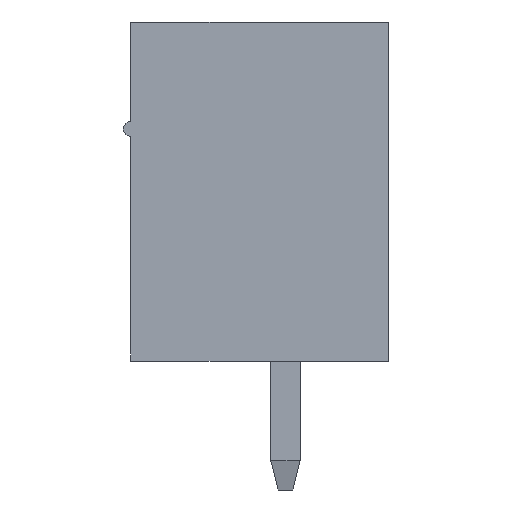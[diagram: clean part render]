
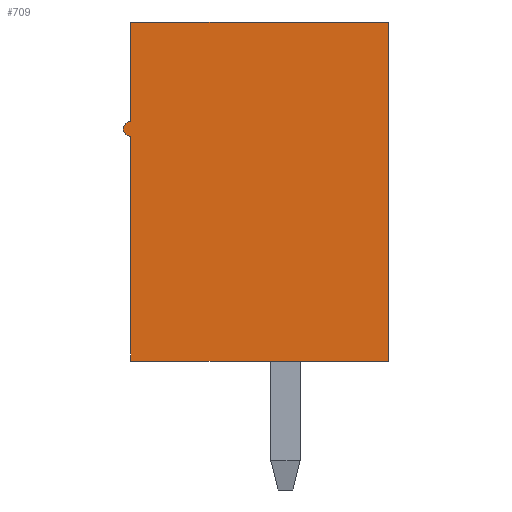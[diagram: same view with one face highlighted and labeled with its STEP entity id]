
A CAD part, left-side view. The second image highlights one B-rep face of the part: STEP entity #709.
In plain terms, the highlighted planar face has unit normal (-1, 0, 0).
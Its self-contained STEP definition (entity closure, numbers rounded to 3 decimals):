
#709 = ADVANCED_FACE( '', ( #1419 ), #1420, .F. );
#1419 = FACE_OUTER_BOUND( '', #2139, .T. );
#1420 = PLANE( '', #2140 );
#2139 = EDGE_LOOP( '', ( #4015, #4016, #4017, #4018, #4019, #4020 ) );
#2140 = AXIS2_PLACEMENT_3D( '', #4021, #4022, #4023 );
#4015 = ORIENTED_EDGE( '', *, *, #5197, .F. );
#4016 = ORIENTED_EDGE( '', *, *, #5096, .T. );
#4017 = ORIENTED_EDGE( '', *, *, #4565, .T. );
#4018 = ORIENTED_EDGE( '', *, *, #5186, .T. );
#4019 = ORIENTED_EDGE( '', *, *, #4891, .F. );
#4020 = ORIENTED_EDGE( '', *, *, #4515, .F. );
#4021 = CARTESIAN_POINT( '', ( -9.3, 0., 0. ) );
#4022 = DIRECTION( '', ( 1., 0., 0. ) );
#4023 = DIRECTION( '', ( 0., 0., -1. ) );
#4515 = EDGE_CURVE( '', #5451, #5453, #5454, .T. );
#4565 = EDGE_CURVE( '', #5544, #5542, #5545, .F. );
#4891 = EDGE_CURVE( '', #5453, #6071, #6072, .T. );
#5096 = EDGE_CURVE( '', #6335, #5544, #6339, .T. );
#5186 = EDGE_CURVE( '', #5542, #6071, #6444, .T. );
#5197 = EDGE_CURVE( '', #6335, #5451, #6456, .T. );
#5451 = VERTEX_POINT( '', #6798 );
#5453 = VERTEX_POINT( '', #6801 );
#5454 = LINE( '', #6802, #6803 );
#5542 = VERTEX_POINT( '', #6929 );
#5544 = VERTEX_POINT( '', #6932 );
#5545 = CIRCLE( '', #6933, 0.2 );
#6071 = VERTEX_POINT( '', #7707 );
#6072 = LINE( '', #7708, #7709 );
#6335 = VERTEX_POINT( '', #8109 );
#6339 = LINE( '', #8115, #8116 );
#6444 = LINE( '', #8272, #8273 );
#6456 = LINE( '', #8288, #8289 );
#6798 = CARTESIAN_POINT( '', ( -9.3, -3.6, 4.6 ) );
#6801 = CARTESIAN_POINT( '', ( -9.3, -3.6, -4.6 ) );
#6802 = CARTESIAN_POINT( '', ( -9.3, -3.6, 4.6 ) );
#6803 = VECTOR( '', #8472, 1000. );
#6929 = CARTESIAN_POINT( '', ( -9.3, 3.4, 1.5 ) );
#6932 = CARTESIAN_POINT( '', ( -9.3, 3.4, 1.9 ) );
#6933 = AXIS2_PLACEMENT_3D( '', #8515, #8516, #8517 );
#7707 = CARTESIAN_POINT( '', ( -9.3, 3.4, -4.6 ) );
#7708 = CARTESIAN_POINT( '', ( -9.3, -3.6, -4.6 ) );
#7709 = VECTOR( '', #8802, 1000. );
#8109 = CARTESIAN_POINT( '', ( -9.3, 3.4, 4.6 ) );
#8115 = CARTESIAN_POINT( '', ( -9.3, 3.4, 0. ) );
#8116 = VECTOR( '', #8960, 1000. );
#8272 = CARTESIAN_POINT( '', ( -9.3, 3.4, 0. ) );
#8273 = VECTOR( '', #9015, 1000. );
#8288 = CARTESIAN_POINT( '', ( -9.3, 3.6, 4.6 ) );
#8289 = VECTOR( '', #9022, 1000. );
#8472 = DIRECTION( '', ( 0., 0., -1. ) );
#8515 = CARTESIAN_POINT( '', ( -9.3, 3.4, 1.7 ) );
#8516 = DIRECTION( '', ( 1., 0., 0. ) );
#8517 = DIRECTION( '', ( 0., 0., -1. ) );
#8802 = DIRECTION( '', ( 0., 1., 0. ) );
#8960 = DIRECTION( '', ( 0., 0., -1. ) );
#9015 = DIRECTION( '', ( 0., 0., -1. ) );
#9022 = DIRECTION( '', ( 0., -1., 0. ) );
